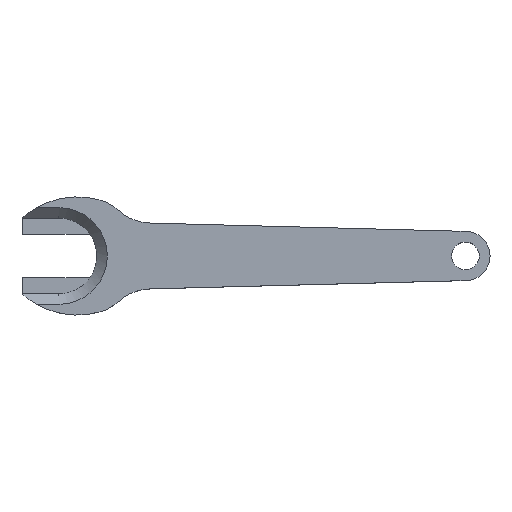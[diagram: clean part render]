
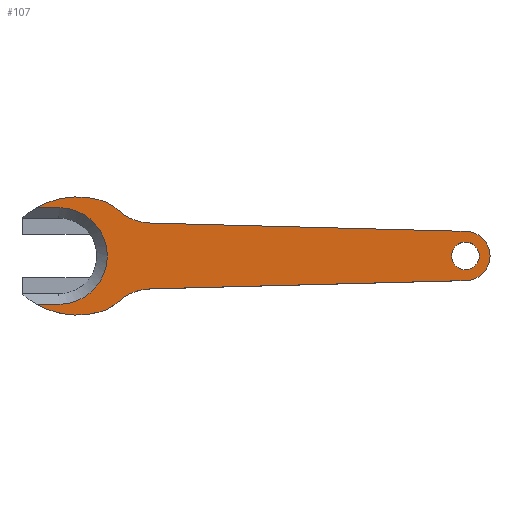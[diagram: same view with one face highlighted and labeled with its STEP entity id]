
A CAD part, top view. The second image highlights one B-rep face of the part: STEP entity #107.
In plain terms, the highlighted planar face has unit normal (0, 0, 1).
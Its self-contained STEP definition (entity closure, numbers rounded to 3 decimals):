
#107 = ADVANCED_FACE( '', ( #214, #215 ), #216, .T. );
#214 = FACE_OUTER_BOUND( '', #317, .T. );
#215 = FACE_BOUND( '', #318, .T. );
#216 = PLANE( '', #319 );
#317 = EDGE_LOOP( '', ( #572, #573, #574, #575, #576, #577, #578, #579, #580, #581, #582, #583 ) );
#318 = EDGE_LOOP( '', ( #584 ) );
#319 = AXIS2_PLACEMENT_3D( '', #585, #586, #587 );
#572 = ORIENTED_EDGE( '', *, *, #723, .T. );
#573 = ORIENTED_EDGE( '', *, *, #659, .T. );
#574 = ORIENTED_EDGE( '', *, *, #699, .F. );
#575 = ORIENTED_EDGE( '', *, *, #669, .F. );
#576 = ORIENTED_EDGE( '', *, *, #726, .F. );
#577 = ORIENTED_EDGE( '', *, *, #727, .F. );
#578 = ORIENTED_EDGE( '', *, *, #701, .F. );
#579 = ORIENTED_EDGE( '', *, *, #628, .F. );
#580 = ORIENTED_EDGE( '', *, *, #624, .F. );
#581 = ORIENTED_EDGE( '', *, *, #695, .F. );
#582 = ORIENTED_EDGE( '', *, *, #705, .F. );
#583 = ORIENTED_EDGE( '', *, *, #728, .T. );
#584 = ORIENTED_EDGE( '', *, *, #650, .T. );
#585 = CARTESIAN_POINT( '', ( 0., 0., 2. ) );
#586 = DIRECTION( '', ( 0., 0., 1. ) );
#587 = DIRECTION( '', ( 1., 0., 0. ) );
#624 = EDGE_CURVE( '', #738, #740, #741, .T. );
#628 = EDGE_CURVE( '', #740, #746, #747, .T. );
#650 = EDGE_CURVE( '', #785, #785, #786, .F. );
#659 = EDGE_CURVE( '', #800, #798, #801, .T. );
#669 = EDGE_CURVE( '', #815, #817, #818, .T. );
#695 = EDGE_CURVE( '', #853, #738, #855, .T. );
#699 = EDGE_CURVE( '', #817, #798, #860, .T. );
#701 = EDGE_CURVE( '', #746, #862, #863, .T. );
#705 = EDGE_CURVE( '', #866, #853, #868, .T. );
#723 = EDGE_CURVE( '', #888, #800, #889, .T. );
#726 = EDGE_CURVE( '', #892, #815, #893, .T. );
#727 = EDGE_CURVE( '', #862, #892, #894, .T. );
#728 = EDGE_CURVE( '', #866, #888, #895, .T. );
#738 = VERTEX_POINT( '', #905 );
#740 = VERTEX_POINT( '', #908 );
#741 = CIRCLE( '', #909, 8. );
#746 = VERTEX_POINT( '', #916 );
#747 = LINE( '', #917, #918 );
#785 = VERTEX_POINT( '', #966 );
#786 = CIRCLE( '', #967, 2.25 );
#798 = VERTEX_POINT( '', #982 );
#800 = VERTEX_POINT( '', #984 );
#801 = LINE( '', #985, #986 );
#815 = VERTEX_POINT( '', #1004 );
#817 = VERTEX_POINT( '', #1007 );
#818 = CIRCLE( '', #1008, 7.08 );
#853 = VERTEX_POINT( '', #1052 );
#855 = CIRCLE( '', #1055, 7.08 );
#860 = CIRCLE( '', #1061, 13.3 );
#862 = VERTEX_POINT( '', #1063 );
#863 = CIRCLE( '', #1064, 4. );
#866 = VERTEX_POINT( '', #1068 );
#868 = CIRCLE( '', #1070, 13.3 );
#888 = VERTEX_POINT( '', #1093 );
#889 = CIRCLE( '', #1094, 7.85 );
#892 = VERTEX_POINT( '', #1098 );
#893 = CIRCLE( '', #1099, 8. );
#894 = LINE( '', #1100, #1101 );
#895 = LINE( '', #1102, #1103 );
#905 = CARTESIAN_POINT( '', ( 9.6, 7.459, 2. ) );
#908 = CARTESIAN_POINT( '', ( 14.813, 5.343, 2. ) );
#909 = AXIS2_PLACEMENT_3D( '', #1114, #1115, #1116 );
#916 = CARTESIAN_POINT( '', ( 66.105, 3.999, 2. ) );
#917 = CARTESIAN_POINT( '', ( 66.105, 3.999, 2. ) );
#918 = VECTOR( '', #1119, 1000. );
#966 = CARTESIAN_POINT( '', ( 68.25, 0., 2. ) );
#967 = AXIS2_PLACEMENT_3D( '', #1151, #1152, #1153 );
#982 = CARTESIAN_POINT( '', ( -3.595, -7.85, 2. ) );
#984 = CARTESIAN_POINT( '', ( 0., -7.85, 2. ) );
#985 = CARTESIAN_POINT( '', ( 0., -7.85, 2. ) );
#986 = VECTOR( '', #1166, 1000. );
#1004 = CARTESIAN_POINT( '', ( 9.6, -7.459, 2. ) );
#1007 = CARTESIAN_POINT( '', ( 6.849, -9.031, 2. ) );
#1008 = AXIS2_PLACEMENT_3D( '', #1178, #1179, #1180 );
#1052 = CARTESIAN_POINT( '', ( 6.849, 9.031, 2. ) );
#1055 = AXIS2_PLACEMENT_3D( '', #1221, #1222, #1223 );
#1061 = AXIS2_PLACEMENT_3D( '', #1228, #1229, #1230 );
#1063 = CARTESIAN_POINT( '', ( 66.105, -3.999, 2. ) );
#1064 = AXIS2_PLACEMENT_3D( '', #1231, #1232, #1233 );
#1068 = CARTESIAN_POINT( '', ( -3.595, 7.85, 2. ) );
#1070 = AXIS2_PLACEMENT_3D( '', #1238, #1239, #1240 );
#1093 = CARTESIAN_POINT( '', ( 0., 7.85, 2. ) );
#1094 = AXIS2_PLACEMENT_3D( '', #1262, #1263, #1264 );
#1098 = CARTESIAN_POINT( '', ( 14.813, -5.343, 2. ) );
#1099 = AXIS2_PLACEMENT_3D( '', #1266, #1267, #1268 );
#1100 = CARTESIAN_POINT( '', ( 66.105, -3.999, 2. ) );
#1101 = VECTOR( '', #1269, 1000. );
#1102 = CARTESIAN_POINT( '', ( -6., 7.85, 2. ) );
#1103 = VECTOR( '', #1270, 1000. );
#1114 = CARTESIAN_POINT( '', ( 15.023, 13.34, 2. ) );
#1115 = DIRECTION( '', ( 0., 0., 1. ) );
#1116 = DIRECTION( '', ( 1., 0., 0. ) );
#1119 = DIRECTION( '', ( 1., -0.026, 0. ) );
#1151 = CARTESIAN_POINT( '', ( 66., 0., 2. ) );
#1152 = DIRECTION( '', ( 0., 0., 1. ) );
#1153 = DIRECTION( '', ( 1., 0., 0. ) );
#1166 = DIRECTION( '', ( -1., 0., 0. ) );
#1178 = CARTESIAN_POINT( '', ( 4.8, -2.254, 2. ) );
#1179 = DIRECTION( '', ( 0., 0., -1. ) );
#1180 = DIRECTION( '', ( 1., 0., 0. ) );
#1221 = CARTESIAN_POINT( '', ( 4.8, 2.254, 2. ) );
#1222 = DIRECTION( '', ( 0., 0., -1. ) );
#1223 = DIRECTION( '', ( 1., 0., 0. ) );
#1228 = CARTESIAN_POINT( '', ( 3., 3.7, 2. ) );
#1229 = DIRECTION( '', ( 0., 0., -1. ) );
#1230 = DIRECTION( '', ( 1., 0., 0. ) );
#1231 = CARTESIAN_POINT( '', ( 66., 0., 2. ) );
#1232 = DIRECTION( '', ( 0., 0., -1. ) );
#1233 = DIRECTION( '', ( -1., 0., 0. ) );
#1238 = CARTESIAN_POINT( '', ( 3., -3.7, 2. ) );
#1239 = DIRECTION( '', ( 0., 0., -1. ) );
#1240 = DIRECTION( '', ( 1., 0., 0. ) );
#1262 = CARTESIAN_POINT( '', ( 0., 0., 2. ) );
#1263 = DIRECTION( '', ( 0., 0., -1. ) );
#1264 = DIRECTION( '', ( 0., 1., 0. ) );
#1266 = CARTESIAN_POINT( '', ( 15.023, -13.34, 2. ) );
#1267 = DIRECTION( '', ( 0., 0., 1. ) );
#1268 = DIRECTION( '', ( 1., 0., 0. ) );
#1269 = DIRECTION( '', ( -1., -0.026, 0. ) );
#1270 = DIRECTION( '', ( 1., 0., 0. ) );
